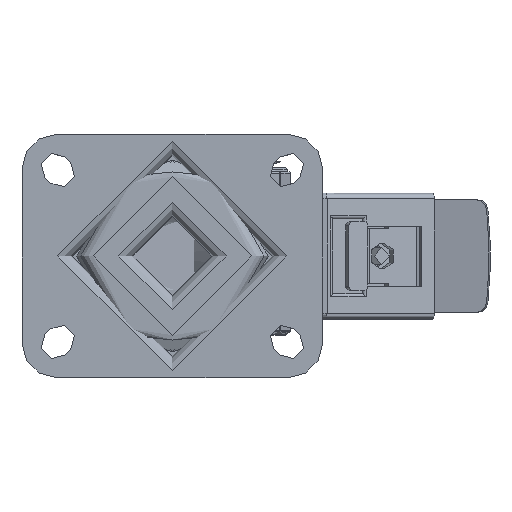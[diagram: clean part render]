
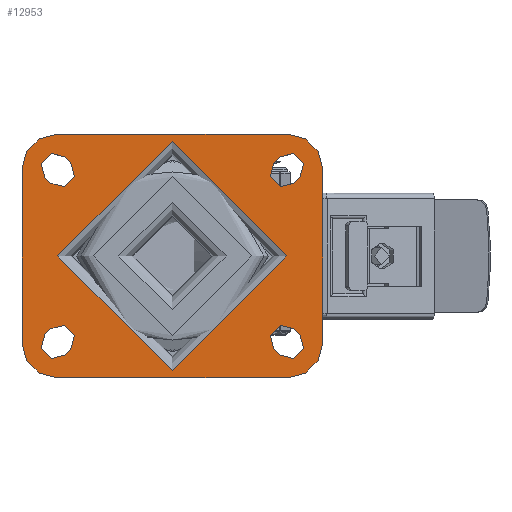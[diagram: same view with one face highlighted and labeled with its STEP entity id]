
A CAD part, top view. The second image highlights one B-rep face of the part: STEP entity #12953.
In plain terms, the highlighted planar face has unit normal (0, 0, 1).
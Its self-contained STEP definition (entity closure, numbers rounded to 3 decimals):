
#988=FACE_BOUND('',#4514,.T.);
#989=FACE_BOUND('',#4515,.T.);
#990=FACE_BOUND('',#4516,.T.);
#991=FACE_BOUND('',#4517,.T.);
#992=FACE_BOUND('',#4518,.T.);
#1087=PLANE('',#14063);
#1528=LINE('',#19183,#2569);
#1529=LINE('',#19184,#2570);
#1530=LINE('',#19185,#2571);
#1531=LINE('',#19186,#2572);
#1532=LINE('',#19187,#2573);
#1533=LINE('',#19188,#2574);
#1534=LINE('',#19189,#2575);
#1535=LINE('',#19190,#2576);
#1536=LINE('',#19191,#2577);
#1537=LINE('',#19192,#2578);
#1538=LINE('',#19193,#2579);
#1539=LINE('',#19194,#2580);
#2569=VECTOR('',#15548,1000.);
#2570=VECTOR('',#15549,1000.);
#2571=VECTOR('',#15550,1000.);
#2572=VECTOR('',#15551,1000.);
#2573=VECTOR('',#15552,1000.);
#2574=VECTOR('',#15553,1000.);
#2575=VECTOR('',#15554,1000.);
#2576=VECTOR('',#15555,1000.);
#2577=VECTOR('',#15556,1000.);
#2578=VECTOR('',#15557,1000.);
#2579=VECTOR('',#15558,1000.);
#2580=VECTOR('',#15559,1000.);
#3759=FACE_OUTER_BOUND('',#4513,.T.);
#4513=EDGE_LOOP('',(#9223,#9224,#9225,#9226,#9227,#9228,#9229,#9230));
#4514=EDGE_LOOP('',(#9231,#9232,#9233,#9234));
#4515=EDGE_LOOP('',(#9235,#9236,#9237,#9238));
#4516=EDGE_LOOP('',(#9239,#9240,#9241,#9242));
#4517=EDGE_LOOP('',(#9243,#9244,#9245,#9246));
#4518=EDGE_LOOP('',(#9247));
#5346=CIRCLE('',#13946,5.125);
#5347=CIRCLE('',#13948,5.125);
#5350=CIRCLE('',#13952,5.125);
#5351=CIRCLE('',#13954,5.125);
#5353=CIRCLE('',#13957,5.125);
#5356=CIRCLE('',#13961,5.125);
#5357=CIRCLE('',#13963,5.125);
#5360=CIRCLE('',#13967,5.125);
#5361=CIRCLE('',#13969,12.);
#5363=CIRCLE('',#13972,12.);
#5365=CIRCLE('',#13975,12.);
#5367=CIRCLE('',#13978,12.);
#5438=CIRCLE('',#14060,40.);
#5839=VERTEX_POINT('',#18828);
#5840=VERTEX_POINT('',#18830);
#5841=VERTEX_POINT('',#18834);
#5842=VERTEX_POINT('',#18835);
#5847=VERTEX_POINT('',#18846);
#5848=VERTEX_POINT('',#18848);
#5849=VERTEX_POINT('',#18852);
#5850=VERTEX_POINT('',#18853);
#5853=VERTEX_POINT('',#18861);
#5854=VERTEX_POINT('',#18862);
#5859=VERTEX_POINT('',#18873);
#5860=VERTEX_POINT('',#18875);
#5861=VERTEX_POINT('',#18879);
#5862=VERTEX_POINT('',#18880);
#5867=VERTEX_POINT('',#18891);
#5868=VERTEX_POINT('',#18893);
#5869=VERTEX_POINT('',#18897);
#5870=VERTEX_POINT('',#18898);
#5873=VERTEX_POINT('',#18906);
#5874=VERTEX_POINT('',#18907);
#5877=VERTEX_POINT('',#18915);
#5878=VERTEX_POINT('',#18916);
#5881=VERTEX_POINT('',#18924);
#5882=VERTEX_POINT('',#18925);
#5997=VERTEX_POINT('',#19177);
#7096=EDGE_CURVE('',#5840,#5839,#5346,.T.);
#7098=EDGE_CURVE('',#5841,#5842,#5347,.T.);
#7104=EDGE_CURVE('',#5848,#5847,#5350,.T.);
#7106=EDGE_CURVE('',#5849,#5850,#5351,.T.);
#7110=EDGE_CURVE('',#5853,#5854,#5353,.T.);
#7116=EDGE_CURVE('',#5860,#5859,#5356,.T.);
#7118=EDGE_CURVE('',#5861,#5862,#5357,.T.);
#7124=EDGE_CURVE('',#5868,#5867,#5360,.T.);
#7126=EDGE_CURVE('',#5869,#5870,#5361,.T.);
#7130=EDGE_CURVE('',#5873,#5874,#5363,.T.);
#7134=EDGE_CURVE('',#5877,#5878,#5365,.T.);
#7138=EDGE_CURVE('',#5881,#5882,#5367,.T.);
#7264=EDGE_CURVE('',#5997,#5997,#5438,.T.);
#7267=EDGE_CURVE('',#5878,#5881,#1528,.T.);
#7268=EDGE_CURVE('',#5874,#5877,#1529,.T.);
#7269=EDGE_CURVE('',#5870,#5873,#1530,.T.);
#7270=EDGE_CURVE('',#5882,#5869,#1531,.T.);
#7271=EDGE_CURVE('',#5839,#5841,#1532,.T.);
#7272=EDGE_CURVE('',#5842,#5840,#1533,.T.);
#7273=EDGE_CURVE('',#5847,#5849,#1534,.T.);
#7274=EDGE_CURVE('',#5850,#5848,#1535,.T.);
#7275=EDGE_CURVE('',#5854,#5860,#1536,.T.);
#7276=EDGE_CURVE('',#5859,#5853,#1537,.T.);
#7277=EDGE_CURVE('',#5862,#5868,#1538,.T.);
#7278=EDGE_CURVE('',#5867,#5861,#1539,.T.);
#9223=ORIENTED_EDGE('',*,*,#7138,.F.);
#9224=ORIENTED_EDGE('',*,*,#7267,.F.);
#9225=ORIENTED_EDGE('',*,*,#7134,.F.);
#9226=ORIENTED_EDGE('',*,*,#7268,.F.);
#9227=ORIENTED_EDGE('',*,*,#7130,.F.);
#9228=ORIENTED_EDGE('',*,*,#7269,.F.);
#9229=ORIENTED_EDGE('',*,*,#7126,.F.);
#9230=ORIENTED_EDGE('',*,*,#7270,.F.);
#9231=ORIENTED_EDGE('',*,*,#7271,.T.);
#9232=ORIENTED_EDGE('',*,*,#7098,.T.);
#9233=ORIENTED_EDGE('',*,*,#7272,.T.);
#9234=ORIENTED_EDGE('',*,*,#7096,.T.);
#9235=ORIENTED_EDGE('',*,*,#7273,.T.);
#9236=ORIENTED_EDGE('',*,*,#7106,.T.);
#9237=ORIENTED_EDGE('',*,*,#7274,.T.);
#9238=ORIENTED_EDGE('',*,*,#7104,.T.);
#9239=ORIENTED_EDGE('',*,*,#7275,.T.);
#9240=ORIENTED_EDGE('',*,*,#7116,.T.);
#9241=ORIENTED_EDGE('',*,*,#7276,.T.);
#9242=ORIENTED_EDGE('',*,*,#7110,.T.);
#9243=ORIENTED_EDGE('',*,*,#7277,.T.);
#9244=ORIENTED_EDGE('',*,*,#7124,.T.);
#9245=ORIENTED_EDGE('',*,*,#7278,.T.);
#9246=ORIENTED_EDGE('',*,*,#7118,.T.);
#9247=ORIENTED_EDGE('',*,*,#7264,.F.);
#12953=ADVANCED_FACE('',(#3759,#988,#989,#990,#991,#992),#1087,.T.);
#13946=AXIS2_PLACEMENT_3D('',#18831,#15236,#15237);
#13948=AXIS2_PLACEMENT_3D('',#18836,#15241,#15242);
#13952=AXIS2_PLACEMENT_3D('',#18849,#15252,#15253);
#13954=AXIS2_PLACEMENT_3D('',#18854,#15257,#15258);
#13957=AXIS2_PLACEMENT_3D('',#18863,#15265,#15266);
#13961=AXIS2_PLACEMENT_3D('',#18876,#15276,#15277);
#13963=AXIS2_PLACEMENT_3D('',#18881,#15281,#15282);
#13967=AXIS2_PLACEMENT_3D('',#18894,#15292,#15293);
#13969=AXIS2_PLACEMENT_3D('',#18899,#15297,#15298);
#13972=AXIS2_PLACEMENT_3D('',#18908,#15305,#15306);
#13975=AXIS2_PLACEMENT_3D('',#18917,#15313,#15314);
#13978=AXIS2_PLACEMENT_3D('',#18926,#15321,#15322);
#14060=AXIS2_PLACEMENT_3D('',#19178,#15540,#15541);
#14063=AXIS2_PLACEMENT_3D('',#19182,#15546,#15547);
#15236=DIRECTION('center_axis',(0.,0.,-1.));
#15237=DIRECTION('ref_axis',(-1.,0.,0.));
#15241=DIRECTION('center_axis',(0.,0.,-1.));
#15242=DIRECTION('ref_axis',(-1.,0.,0.));
#15252=DIRECTION('center_axis',(0.,0.,-1.));
#15253=DIRECTION('ref_axis',(-1.,0.,0.));
#15257=DIRECTION('center_axis',(0.,0.,-1.));
#15258=DIRECTION('ref_axis',(-1.,0.,0.));
#15265=DIRECTION('center_axis',(0.,0.,-1.));
#15266=DIRECTION('ref_axis',(1.,0.,0.));
#15276=DIRECTION('center_axis',(0.,0.,-1.));
#15277=DIRECTION('ref_axis',(1.,0.,0.));
#15281=DIRECTION('center_axis',(0.,0.,-1.));
#15282=DIRECTION('ref_axis',(1.,0.,0.));
#15292=DIRECTION('center_axis',(0.,0.,-1.));
#15293=DIRECTION('ref_axis',(1.,0.,0.));
#15297=DIRECTION('center_axis',(0.,0.,-1.));
#15298=DIRECTION('ref_axis',(-0.707,0.707,0.));
#15305=DIRECTION('center_axis',(0.,0.,-1.));
#15306=DIRECTION('ref_axis',(0.707,0.707,0.));
#15313=DIRECTION('center_axis',(0.,0.,-1.));
#15314=DIRECTION('ref_axis',(0.707,-0.707,0.));
#15321=DIRECTION('center_axis',(0.,0.,-1.));
#15322=DIRECTION('ref_axis',(-0.707,-0.707,0.));
#15540=DIRECTION('center_axis',(0.,0.,1.));
#15541=DIRECTION('ref_axis',(1.,0.,0.));
#15546=DIRECTION('center_axis',(0.,0.,1.));
#15547=DIRECTION('ref_axis',(1.,0.,0.));
#15548=DIRECTION('',(-1.,0.,0.));
#15549=DIRECTION('',(0.,-1.,0.));
#15550=DIRECTION('',(1.,0.,0.));
#15551=DIRECTION('',(0.,1.,0.));
#15552=DIRECTION('',(-0.707,0.707,0.));
#15553=DIRECTION('',(0.707,-0.707,0.));
#15554=DIRECTION('',(-0.707,-0.707,0.));
#15555=DIRECTION('',(0.707,0.707,0.));
#15556=DIRECTION('',(-0.707,-0.707,0.));
#15557=DIRECTION('',(0.707,0.707,0.));
#15558=DIRECTION('',(-0.707,0.707,0.));
#15559=DIRECTION('',(0.707,-0.707,0.));
#18828=CARTESIAN_POINT('',(37.26,-34.508,0.));
#18830=CARTESIAN_POINT('',(44.508,-27.26,0.));
#18831=CARTESIAN_POINT('Origin',(40.884,-30.884,0.));
#18834=CARTESIAN_POINT('',(35.492,-32.74,0.));
#18835=CARTESIAN_POINT('',(42.74,-25.492,0.));
#18836=CARTESIAN_POINT('Origin',(39.116,-29.116,0.));
#18846=CARTESIAN_POINT('',(44.508,27.26,0.));
#18848=CARTESIAN_POINT('',(37.26,34.508,0.));
#18849=CARTESIAN_POINT('Origin',(40.884,30.884,0.));
#18852=CARTESIAN_POINT('',(42.74,25.492,0.));
#18853=CARTESIAN_POINT('',(35.492,32.74,0.));
#18854=CARTESIAN_POINT('Origin',(39.116,29.116,0.));
#18861=CARTESIAN_POINT('',(-42.74,-25.492,0.));
#18862=CARTESIAN_POINT('',(-35.492,-32.74,0.));
#18863=CARTESIAN_POINT('Origin',(-39.116,-29.116,0.));
#18873=CARTESIAN_POINT('',(-44.508,-27.26,0.));
#18875=CARTESIAN_POINT('',(-37.26,-34.508,0.));
#18876=CARTESIAN_POINT('Origin',(-40.884,-30.884,0.));
#18879=CARTESIAN_POINT('',(-35.492,32.74,0.));
#18880=CARTESIAN_POINT('',(-42.74,25.492,0.));
#18881=CARTESIAN_POINT('Origin',(-39.116,29.116,0.));
#18891=CARTESIAN_POINT('',(-37.26,34.508,0.));
#18893=CARTESIAN_POINT('',(-44.508,27.26,0.));
#18894=CARTESIAN_POINT('Origin',(-40.884,30.884,0.));
#18897=CARTESIAN_POINT('',(-52.5,30.5,0.));
#18898=CARTESIAN_POINT('',(-40.5,42.5,0.));
#18899=CARTESIAN_POINT('Origin',(-40.5,30.5,0.));
#18906=CARTESIAN_POINT('',(40.5,42.5,0.));
#18907=CARTESIAN_POINT('',(52.5,30.5,0.));
#18908=CARTESIAN_POINT('Origin',(40.5,30.5,0.));
#18915=CARTESIAN_POINT('',(52.5,-30.5,0.));
#18916=CARTESIAN_POINT('',(40.5,-42.5,0.));
#18917=CARTESIAN_POINT('Origin',(40.5,-30.5,0.));
#18924=CARTESIAN_POINT('',(-40.5,-42.5,0.));
#18925=CARTESIAN_POINT('',(-52.5,-30.5,0.));
#18926=CARTESIAN_POINT('Origin',(-40.5,-30.5,0.));
#19177=CARTESIAN_POINT('',(40.,0.,0.));
#19178=CARTESIAN_POINT('Origin',(0.,0.,0.));
#19182=CARTESIAN_POINT('Origin',(0.,0.,0.));
#19183=CARTESIAN_POINT('',(52.5,-42.5,0.));
#19184=CARTESIAN_POINT('',(52.5,42.5,0.));
#19185=CARTESIAN_POINT('',(-52.5,42.5,0.));
#19186=CARTESIAN_POINT('',(-52.5,-42.5,0.));
#19187=CARTESIAN_POINT('',(37.26,-34.508,0.));
#19188=CARTESIAN_POINT('',(44.508,-27.26,0.));
#19189=CARTESIAN_POINT('',(44.508,27.26,0.));
#19190=CARTESIAN_POINT('',(37.26,34.508,0.));
#19191=CARTESIAN_POINT('',(-37.26,-34.508,0.));
#19192=CARTESIAN_POINT('',(-44.508,-27.26,0.));
#19193=CARTESIAN_POINT('',(-44.508,27.26,0.));
#19194=CARTESIAN_POINT('',(-37.26,34.508,0.));
